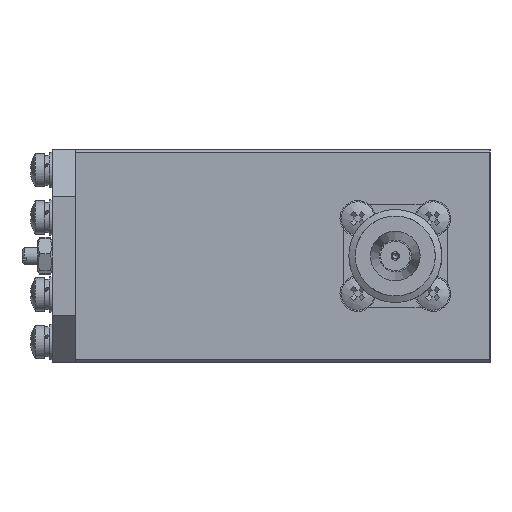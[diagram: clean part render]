
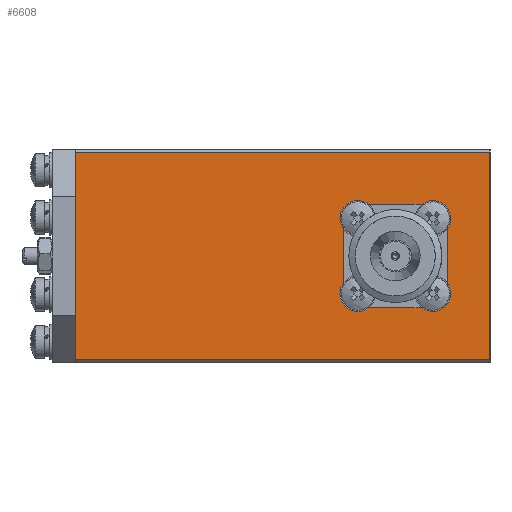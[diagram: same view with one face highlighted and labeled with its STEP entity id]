
A CAD part, left-side view. The second image highlights one B-rep face of the part: STEP entity #6608.
In plain terms, the highlighted planar face has unit normal (-1, 0, 0).
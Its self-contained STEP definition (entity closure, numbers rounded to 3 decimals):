
#6608=ADVANCED_FACE('',(#22537,#22539),#22541,.F.);
#22537=FACE_BOUND('',#22538,.T.);
#22538=EDGE_LOOP('',(#36929,#36930,#36931,#36932));
#22539=FACE_BOUND('',#22540,.T.);
#22540=EDGE_LOOP('',(#36933,#36934,#36935,#36936,#36937,#36938,#36939,#36940));
#22541=PLANE('',#22542);
#22542=AXIS2_PLACEMENT_3D('',#22543,#22544,#22545);
#22543=CARTESIAN_POINT('',(-70.5,70.,18.));
#22544=DIRECTION('',(1.,-0.,0.));
#22545=DIRECTION('',(0.,0.,-1.));
#36929=ORIENTED_EDGE('',*,*,#44478,.F.);
#36930=ORIENTED_EDGE('',*,*,#44482,.T.);
#36931=ORIENTED_EDGE('',*,*,#44473,.T.);
#36932=ORIENTED_EDGE('',*,*,#44483,.T.);
#36933=ORIENTED_EDGE('',*,*,#44484,.F.);
#36934=ORIENTED_EDGE('',*,*,#44485,.F.);
#36935=ORIENTED_EDGE('',*,*,#44486,.F.);
#36936=ORIENTED_EDGE('',*,*,#44487,.T.);
#36937=ORIENTED_EDGE('',*,*,#44488,.T.);
#36938=ORIENTED_EDGE('',*,*,#44489,.T.);
#36939=ORIENTED_EDGE('',*,*,#44490,.T.);
#36940=ORIENTED_EDGE('',*,*,#44491,.F.);
#44473=EDGE_CURVE('',#50394,#50392,#50395,.T.);
#44478=EDGE_CURVE('',#50401,#50403,#50404,.T.);
#44482=EDGE_CURVE('',#50401,#50394,#50410,.T.);
#44483=EDGE_CURVE('',#50392,#50403,#50411,.T.);
#44484=EDGE_CURVE('',#50412,#50413,#50414,.T.);
#44485=EDGE_CURVE('',#50415,#50412,#50416,.T.);
#44486=EDGE_CURVE('',#50417,#50415,#50418,.T.);
#44487=EDGE_CURVE('',#50417,#50419,#50420,.T.);
#44488=EDGE_CURVE('',#50419,#50421,#50422,.T.);
#44489=EDGE_CURVE('',#50421,#50423,#50424,.T.);
#44490=EDGE_CURVE('',#50423,#50425,#50426,.T.);
#44491=EDGE_CURVE('',#50413,#50425,#50427,.T.);
#50392=VERTEX_POINT('',#72362);
#50394=VERTEX_POINT('',#72366);
#50395=LINE('',#72367,#72368);
#50401=VERTEX_POINT('',#72381);
#50403=VERTEX_POINT('',#72385);
#50404=LINE('',#72386,#72387);
#50410=LINE('',#72400,#72401);
#50411=LINE('',#72403,#72404);
#50412=VERTEX_POINT('',#72406);
#50413=VERTEX_POINT('',#72407);
#50414=LINE('',#72408,#72409);
#50415=VERTEX_POINT('',#72411);
#50416=LINE('',#72412,#72413);
#50417=VERTEX_POINT('',#72415);
#50418=LINE('',#72416,#72417);
#50419=VERTEX_POINT('',#72419);
#50420=LINE('',#72420,#72421);
#50421=VERTEX_POINT('',#72423);
#50422=LINE('',#72424,#72425);
#50423=VERTEX_POINT('',#72427);
#50424=LINE('',#72428,#72429);
#50425=VERTEX_POINT('',#72431);
#50426=LINE('',#72432,#72433);
#50427=LINE('',#72435,#72436);
#72362=CARTESIAN_POINT('',(-70.5,0.,17.5));
#72366=CARTESIAN_POINT('',(-70.5,0.,-17.5));
#72367=CARTESIAN_POINT('',(-70.5,0.,-17.5));
#72368=VECTOR('',#72369,1.);
#72369=DIRECTION('',(0.,0.,1.));
#72381=CARTESIAN_POINT('',(-70.5,70.,-17.5));
#72385=CARTESIAN_POINT('',(-70.5,70.,17.5));
#72386=CARTESIAN_POINT('',(-70.5,70.,-17.5));
#72387=VECTOR('',#72388,1.);
#72388=DIRECTION('',(0.,0.,1.));
#72400=CARTESIAN_POINT('',(-70.5,70.,-17.5));
#72401=VECTOR('',#72402,1.);
#72402=DIRECTION('',(0.,-1.,0.));
#72403=CARTESIAN_POINT('',(-70.5,0.,17.5));
#72404=VECTOR('',#72405,1.);
#72405=DIRECTION('',(0.,1.,0.));
#72406=CARTESIAN_POINT('',(-70.5,7.25,-7.25));
#72407=CARTESIAN_POINT('',(-70.5,7.25,7.25));
#72408=CARTESIAN_POINT('',(-70.5,7.25,-7.25));
#72409=VECTOR('',#72410,1.);
#72410=DIRECTION('',(0.,0.,1.));
#72411=CARTESIAN_POINT('',(-70.5,8.75,-8.75));
#72412=CARTESIAN_POINT('',(-70.5,8.75,-8.75));
#72413=VECTOR('',#72414,1.);
#72414=DIRECTION('',(0.,-0.707,0.707));
#72415=CARTESIAN_POINT('',(-70.5,23.25,-8.75));
#72416=CARTESIAN_POINT('',(-70.5,23.25,-8.75));
#72417=VECTOR('',#72418,1.);
#72418=DIRECTION('',(0.,-1.,0.));
#72419=CARTESIAN_POINT('',(-70.5,24.75,-7.25));
#72420=CARTESIAN_POINT('',(-70.5,23.25,-8.75));
#72421=VECTOR('',#72422,1.);
#72422=DIRECTION('',(0.,0.707,0.707));
#72423=CARTESIAN_POINT('',(-70.5,24.75,7.25));
#72424=CARTESIAN_POINT('',(-70.5,24.75,-7.25));
#72425=VECTOR('',#72426,1.);
#72426=DIRECTION('',(0.,0.,1.));
#72427=CARTESIAN_POINT('',(-70.5,23.25,8.75));
#72428=CARTESIAN_POINT('',(-70.5,24.75,7.25));
#72429=VECTOR('',#72430,1.);
#72430=DIRECTION('',(0.,-0.707,0.707));
#72431=CARTESIAN_POINT('',(-70.5,8.75,8.75));
#72432=CARTESIAN_POINT('',(-70.5,23.25,8.75));
#72433=VECTOR('',#72434,1.);
#72434=DIRECTION('',(0.,-1.,0.));
#72435=CARTESIAN_POINT('',(-70.5,7.25,7.25));
#72436=VECTOR('',#72437,1.);
#72437=DIRECTION('',(0.,0.707,0.707));
